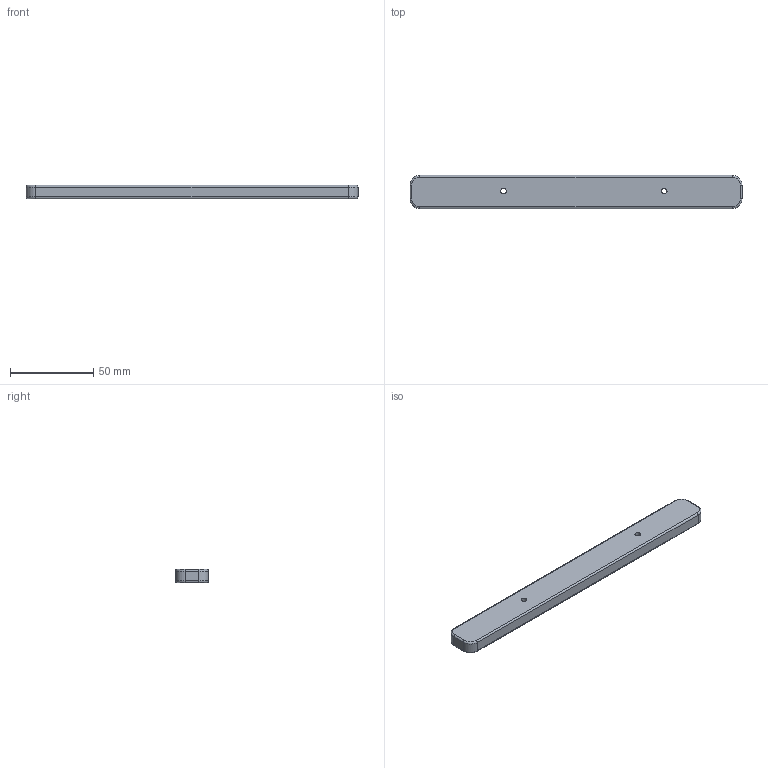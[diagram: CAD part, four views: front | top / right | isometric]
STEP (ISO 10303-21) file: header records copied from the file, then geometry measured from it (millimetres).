
FILE_DESCRIPTION(/* description */ ('','CAx-IF Rec.Pracs.---Representation and Presentation of Product Manufacturing Information (PMI)---4.0---2014-10-13'),/* implementation_level */ '2;1');
FILE_NAME(/* name */ 'Riser.step',/* time_stamp */ '2024-12-05T10:24:24+02:00',/* author */ (''),/* organization */ (''),/* preprocessor_version */ 'ST-DEVELOPER v20',/* originating_system */ 'Autodesk Translation Framework v13.20.0.188',/* authorisation */ '');
FILE_SCHEMA (('AP242_MANAGED_MODEL_BASED_3D_ENGINEERING_MIM_LF { 1 0 10303 442 1 1 4 }'));
Length unit declared in the file: millimetre
Products named in the file (1): Riser
Bounding box: 200 x 20 x 8 mm (x, y, z)
Volume: 31206.7 mm3; surface area: 11185.5 mm2
Topology: 1 solids, 1 shells, 35 faces, 75 edges, 44 vertices
Faces by surface type: cylinder 16, torus 9, plane 8, cone 2
Full cylindrical faces by diameter (mm): 3.4 x2, 10 x2
Entity records: 991 total; most frequent: DIRECTION 192, CARTESIAN_POINT 155, ORIENTED_EDGE 150, AXIS2_PLACEMENT_3D 81, EDGE_CURVE 75, CIRCLE 45, VERTEX_POINT 44, EDGE_LOOP 41
